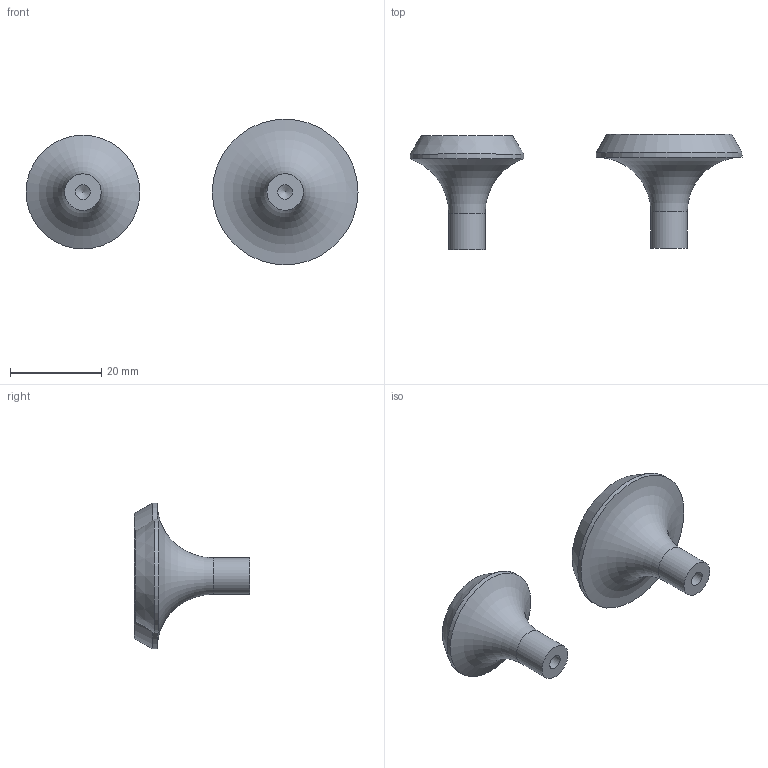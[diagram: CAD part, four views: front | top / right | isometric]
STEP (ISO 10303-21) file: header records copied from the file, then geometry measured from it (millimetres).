
FILE_DESCRIPTION(/* description */ (''),/* implementation_level */ '2;1');
FILE_NAME(/* name */ 'A-CS4_M.stp',/* time_stamp */ '2023-03-28T10:42:00+09:00',/* author */ ('user'),/* organization */ (''),/* preprocessor_version */ 'ST-DEVELOPER v15.6',/* originating_system */ 'Autodesk Inventor 2015',/* authorisation */ '');
FILE_SCHEMA (('AUTOMOTIVE_DESIGN { 1 0 10303 214 3 1 1 }'));
Length unit declared in the file: millimetre
Products named in the file (3): A-CS4-25-316; A-CS4-32-316; A-CS4_M
Bounding box: 72.91 x 25.33 x 32 mm (x, y, z)
Volume: 9450 mm3; surface area: 4243.3 mm2
Topology: 2 solids, 2 shells, 16 faces, 28 edges, 16 vertices
Faces by surface type: cylinder 6, cone 4, sphere 2, torus 2, plane 2
Full cylindrical faces by diameter (mm): 3.242 x2, 8 x2, 25 x1, 32 x1
Entity records: 369 total; most frequent: DIRECTION 70, CARTESIAN_POINT 49, AXIS2_PLACEMENT_3D 35, EDGE_LOOP 28, ORIENTED_EDGE 28, FACE_OUTER_BOUND 16, ADVANCED_FACE 16, CIRCLE 14
